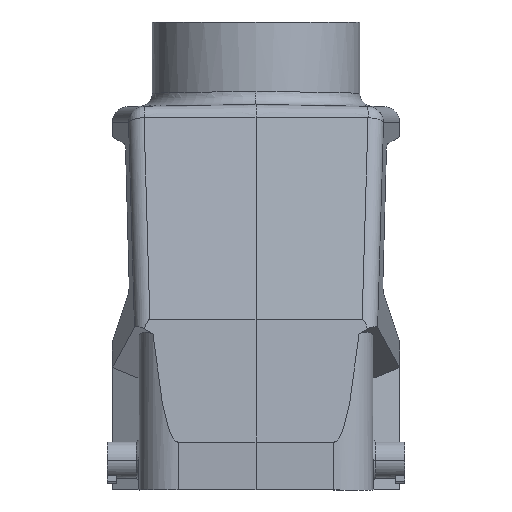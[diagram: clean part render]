
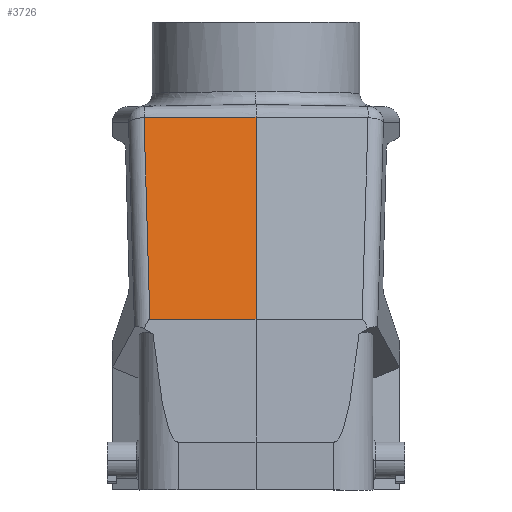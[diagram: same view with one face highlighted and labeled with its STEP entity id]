
A CAD part, front view. The second image highlights one B-rep face of the part: STEP entity #3726.
In plain terms, the highlighted planar face has unit normal (-0.018, -0.982, 0.191).
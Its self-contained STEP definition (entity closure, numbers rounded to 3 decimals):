
#3706=AXIS2_PLACEMENT_3D('Plane Axis2P3D',#3703,#3704,#3705) ;
#2978=CARTESIAN_POINT('Vertex',(8.044,2.3,32.022)) ;
#2990=CARTESIAN_POINT('Vertex',(28.,1.954,32.069)) ;
#2993=CARTESIAN_POINT('Line Origine',(18.022,2.127,32.045)) ;
#3628=CARTESIAN_POINT('Control Point',(8.044,2.3,32.022)) ;
#3629=CARTESIAN_POINT('Control Point',(7.491,6.001,51.012)) ;
#3630=CARTESIAN_POINT('Control Point',(6.939,9.702,70.002)) ;
#3631=CARTESIAN_POINT('Vertex',(6.939,9.702,70.002)) ;
#3703=CARTESIAN_POINT('Axis2P3D Location',(28.,4.013,42.662)) ;
#3708=CARTESIAN_POINT('Line Origine',(28.,5.648,51.071)) ;
#3712=CARTESIAN_POINT('Vertex',(28.,9.341,70.072)) ;
#3715=CARTESIAN_POINT('Line Origine',(17.469,9.522,70.037)) ;
#2994=DIRECTION('Vector Direction',(1.,-0.017,0.002)) ;
#3704=DIRECTION('Axis2P3D Direction',(-0.017,-0.981,0.191)) ;
#3705=DIRECTION('Axis2P3D XDirection',(0.,0.191,0.982)) ;
#3709=DIRECTION('Vector Direction',(0.,-0.191,-0.982)) ;
#3716=DIRECTION('Vector Direction',(-1.,0.017,-0.003)) ;
#2995=VECTOR('Line Direction',#2994,1.) ;
#3710=VECTOR('Line Direction',#3709,1.) ;
#3717=VECTOR('Line Direction',#3716,1.) ;
#3721=ORIENTED_EDGE('',*,*,#3633,.F.) ;
#3722=ORIENTED_EDGE('',*,*,#2997,.T.) ;
#3723=ORIENTED_EDGE('',*,*,#3714,.F.) ;
#3724=ORIENTED_EDGE('',*,*,#3719,.T.) ;
#3726=ADVANCED_FACE('MANIFOLD_SOLID_BREP #40',(#3725),#3707,.T.) ;
#3627=B_SPLINE_CURVE_WITH_KNOTS('',2,(#3628,#3629,#3630),.UNSPECIFIED.,.F.,.U.,(3,3),(-19.355,19.355),.UNSPECIFIED.) ;
#2997=EDGE_CURVE('',#2979,#2991,#2996,.T.) ;
#3633=EDGE_CURVE('',#2979,#3632,#3627,.T.) ;
#3714=EDGE_CURVE('',#3713,#2991,#3711,.T.) ;
#3719=EDGE_CURVE('',#3713,#3632,#3718,.T.) ;
#3720=EDGE_LOOP('',(#3721,#3722,#3723,#3724)) ;
#3725=FACE_OUTER_BOUND('',#3720,.T.) ;
#2996=LINE('Line',#2993,#2995) ;
#3711=LINE('Line',#3708,#3710) ;
#3718=LINE('Line',#3715,#3717) ;
#3707=PLANE('',#3706) ;
#2979=VERTEX_POINT('',#2978) ;
#2991=VERTEX_POINT('',#2990) ;
#3632=VERTEX_POINT('',#3631) ;
#3713=VERTEX_POINT('',#3712) ;
